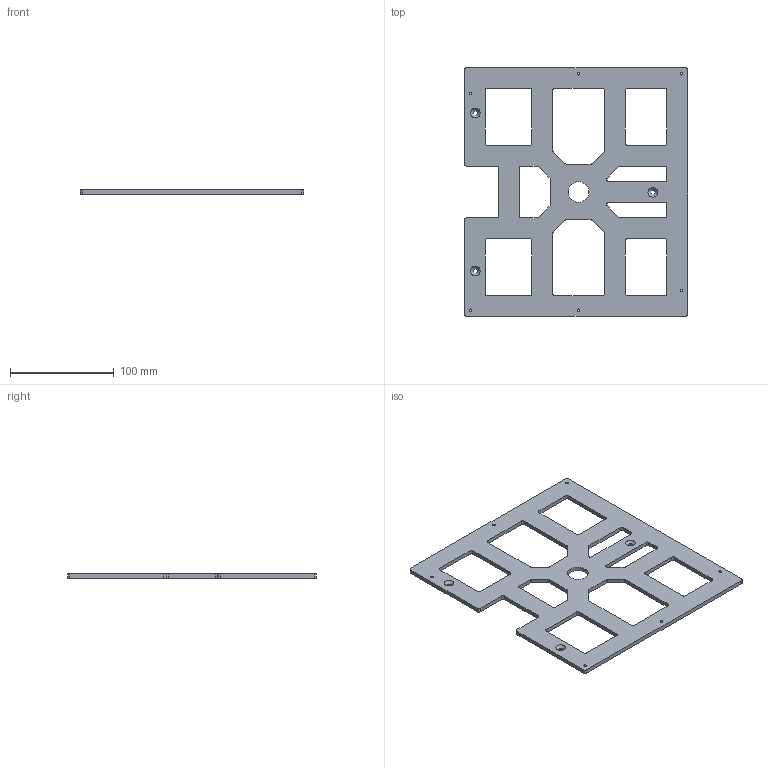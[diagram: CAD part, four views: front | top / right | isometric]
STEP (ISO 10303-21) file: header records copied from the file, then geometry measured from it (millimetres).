
FILE_DESCRIPTION((''),'2;1');
FILE_NAME('BED PLATE.stp','2015-01-29T12:05:17',('jge'),(''),'Autodesk Inventor 2012','Autodesk Inventor 2012','');
FILE_SCHEMA(('AUTOMOTIVE_DESIGN { 1 0 10303 214 1 1 1 1 }'));
Length unit declared in the file: millimetre
Products named in the file (1): BED CARRIAGE
Bounding box: 215 x 240 x 4 mm (x, y, z)
Volume: 120948.3 mm3; surface area: 71573.7 mm2
Topology: 1 solids, 1 shells, 115 faces, 345 edges, 232 vertices
Faces by surface type: cylinder 60, plane 52, cone 3
Full cylindrical faces by diameter (mm): 2.459 x6, 4.3 x3, 20 x1
Entity records: 3886 total; most frequent: DIRECTION 678, CARTESIAN_POINT 662, ORIENTED_EDGE 646, EDGE_CURVE 323, AXIS2_PLACEMENT_3D 239, VERTEX_POINT 223, VECTOR 200, LINE 200
